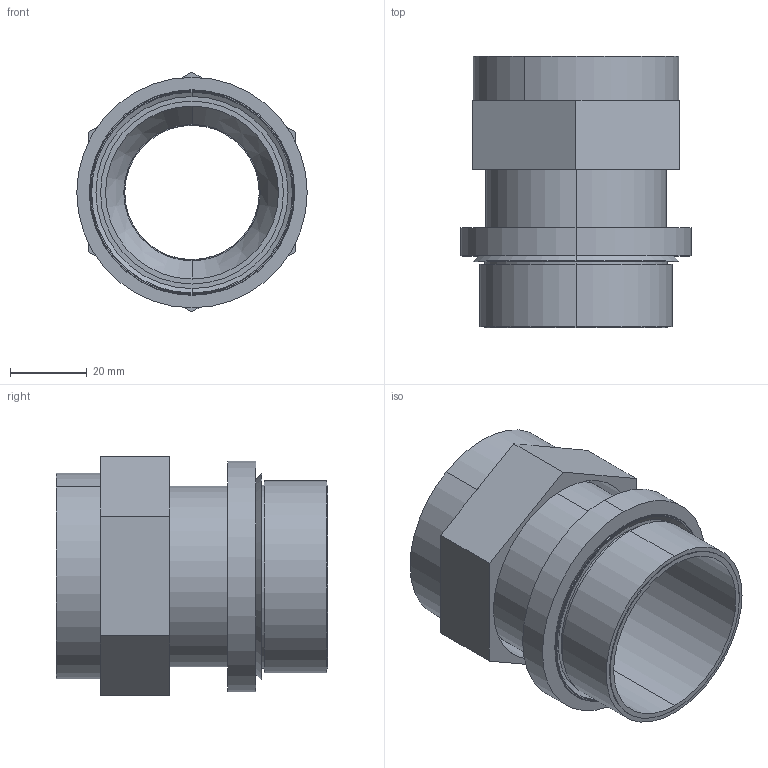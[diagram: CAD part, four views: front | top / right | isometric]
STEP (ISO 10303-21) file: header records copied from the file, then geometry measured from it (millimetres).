
FILE_DESCRIPTION (( 'STEP AP214' ), '1' );
FILE_NAME ('2022955_KSTP1.stp', '2018-09-25T08:06:36', ( '' ), ( '' ), 'SwSTEP 2.0', 'SolidWorks 2016', '' );
FILE_SCHEMA (( 'AUTOMOTIVE_DESIGN' ));
Length unit declared in the file: millimetre
Products named in the file (4): 2022955_KSTP1; 0006525_technische Darstellung; EV501_M50; 0041414_technische Darstellung
Assembly tree (3 placements, depth 2):
  2022955_KSTP1
    0041414_technische Darstellung
    0006525_technische Darstellung
    EV501_M50
Bounding box: 60 x 70.7 x 62.35 mm (x, y, z)
Volume: 53248 mm3; surface area: 40132.7 mm2
Topology: 3 solids, 3 shells, 67 faces, 138 edges, 86 vertices
Faces by surface type: cylinder 30, plane 21, cone 12, torus 4
Entity records: 1952 total; most frequent: DIRECTION 362, CARTESIAN_POINT 297, ORIENTED_EDGE 276, AXIS2_PLACEMENT_3D 151, EDGE_CURVE 138, VERTEX_POINT 86, EDGE_LOOP 82, CIRCLE 78
